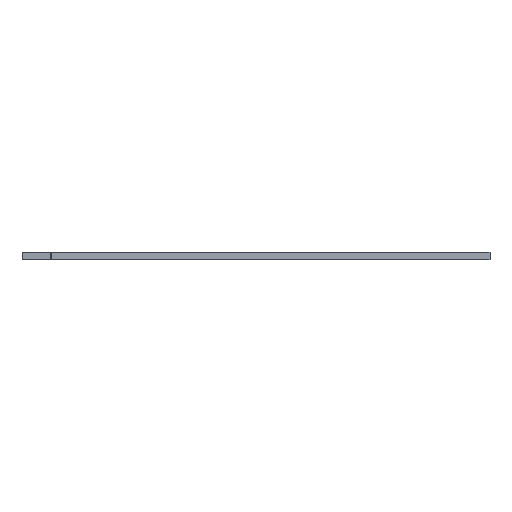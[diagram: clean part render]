
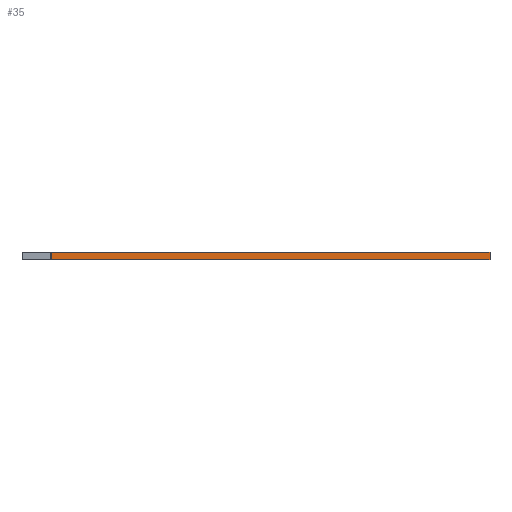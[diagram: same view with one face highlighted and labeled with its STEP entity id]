
A CAD part, front view. The second image highlights one B-rep face of the part: STEP entity #35.
In plain terms, the highlighted planar face has unit normal (-0.001, -1, 0).
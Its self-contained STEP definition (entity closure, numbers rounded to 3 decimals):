
#35 = ADVANCED_FACE('',(#36),#70,.T.);
#36 = FACE_BOUND('',#37,.T.);
#37 = EDGE_LOOP('',(#38,#48,#56,#64));
#38 = ORIENTED_EDGE('',*,*,#39,.T.);
#39 = EDGE_CURVE('',#40,#42,#44,.T.);
#40 = VERTEX_POINT('',#41);
#41 = CARTESIAN_POINT('',(99.75,-0.,0.));
#42 = VERTEX_POINT('',#43);
#43 = CARTESIAN_POINT('',(99.75,0.,1.51));
#44 = LINE('',#45,#46);
#45 = CARTESIAN_POINT('',(99.75,-0.,0.));
#46 = VECTOR('',#47,1.);
#47 = DIRECTION('',(0.,0.,1.));
#48 = ORIENTED_EDGE('',*,*,#49,.T.);
#49 = EDGE_CURVE('',#42,#50,#52,.T.);
#50 = VERTEX_POINT('',#51);
#51 = CARTESIAN_POINT('',(6.75,0.05,1.51));
#52 = LINE('',#53,#54);
#53 = CARTESIAN_POINT('',(99.75,0.,1.51));
#54 = VECTOR('',#55,1.);
#55 = DIRECTION('',(-1.,0.001,0.));
#56 = ORIENTED_EDGE('',*,*,#57,.F.);
#57 = EDGE_CURVE('',#58,#50,#60,.T.);
#58 = VERTEX_POINT('',#59);
#59 = CARTESIAN_POINT('',(6.75,0.05,0.));
#60 = LINE('',#61,#62);
#61 = CARTESIAN_POINT('',(6.75,0.05,0.));
#62 = VECTOR('',#63,1.);
#63 = DIRECTION('',(0.,0.,1.));
#64 = ORIENTED_EDGE('',*,*,#65,.F.);
#65 = EDGE_CURVE('',#40,#58,#66,.T.);
#66 = LINE('',#67,#68);
#67 = CARTESIAN_POINT('',(99.75,-0.,0.));
#68 = VECTOR('',#69,1.);
#69 = DIRECTION('',(-1.,0.001,0.));
#70 = PLANE('',#71);
#71 = AXIS2_PLACEMENT_3D('',#72,#73,#74);
#72 = CARTESIAN_POINT('',(99.75,0.,0.));
#73 = DIRECTION('',(-0.001,-1.,0.));
#74 = DIRECTION('',(-1.,0.001,0.));
